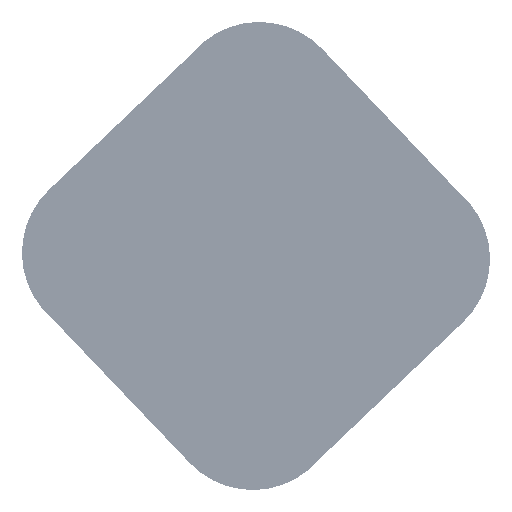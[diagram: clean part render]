
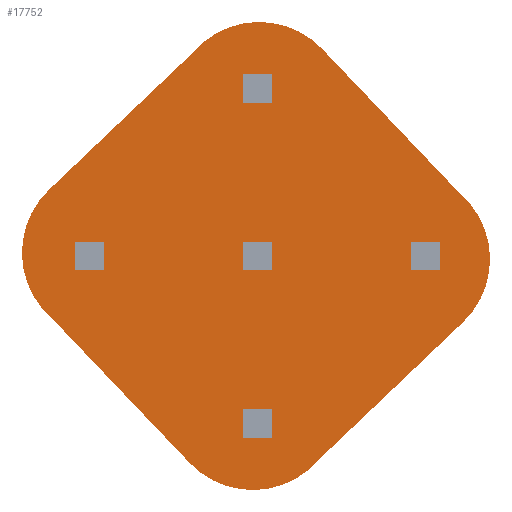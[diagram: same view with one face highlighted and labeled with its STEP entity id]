
A CAD part, front view. The second image highlights one B-rep face of the part: STEP entity #17752.
In plain terms, the highlighted face is planar.
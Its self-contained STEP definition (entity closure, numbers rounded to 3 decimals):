
#442 = EDGE_CURVE ( 'NONE', #5869, #23864, #25303, .T. ) ;
#785 = VERTEX_POINT ( 'NONE', #15911 ) ;
#1001 = DIRECTION ( 'NONE',  ( 0.724, 0.69, 0. ) ) ;
#1574 = DIRECTION ( 'NONE',  ( 0., 0., 1. ) ) ;
#1843 = LINE ( 'NONE', #29528, #20688 ) ;
#2114 = AXIS2_PLACEMENT_3D ( 'NONE', #2391, #19551, #4854 ) ;
#2339 = AXIS2_PLACEMENT_3D ( 'NONE', #19996, #5310, #22482 ) ;
#2391 = CARTESIAN_POINT ( 'NONE',  ( 55.712, 2536.35, 300. ) ) ;
#2664 = ORIENTED_EDGE ( 'NONE', *, *, #14927, .T. ) ;
#2805 = CARTESIAN_POINT ( 'NONE',  ( 3572.036, -1140.772, 300. ) ) ;
#2822 = EDGE_CURVE ( 'NONE', #5869, #30655, #4893, .T. ) ;
#2943 = CIRCLE ( 'NONE', #19593, 1500. ) ;
#3860 = EDGE_LOOP ( 'NONE', ( #7674, #19794, #8071, #25532, #7351, #2664, #22330, #20440 ) ) ;
#3888 = AXIS2_PLACEMENT_3D ( 'NONE', #5135, #22317, #7575 ) ;
#4155 = CARTESIAN_POINT ( 'NONE',  ( 2536.35, -55.712, 300. ) ) ;
#4854 = DIRECTION ( 'NONE',  ( 1., 0., 0. ) ) ;
#4893 = LINE ( 'NONE', #18877, #23718 ) ;
#4910 = CIRCLE ( 'NONE', #13442, 1500. ) ;
#5135 = CARTESIAN_POINT ( 'NONE',  ( -55.712, -2536.35, 300. ) ) ;
#5310 = DIRECTION ( 'NONE',  ( 0., 0., 1. ) ) ;
#5869 = VERTEX_POINT ( 'NONE', #26348 ) ;
#6589 = VECTOR ( 'NONE', #1001, 1000. ) ;
#6649 = DIRECTION ( 'NONE',  ( 1., 0., 0. ) ) ;
#7351 = ORIENTED_EDGE ( 'NONE', *, *, #29867, .F. ) ;
#7575 = DIRECTION ( 'NONE',  ( 1., 0., 0. ) ) ;
#7674 = ORIENTED_EDGE ( 'NONE', *, *, #13560, .F. ) ;
#8071 = ORIENTED_EDGE ( 'NONE', *, *, #2822, .F. ) ;
#8308 = VECTOR ( 'NONE', #13747, 1000. ) ;
#8977 = VERTEX_POINT ( 'NONE', #20032 ) ;
#9099 = CIRCLE ( 'NONE', #3888, 1500. ) ;
#10024 = EDGE_CURVE ( 'NONE', #785, #8977, #9099, .T. ) ;
#10263 = CARTESIAN_POINT ( 'NONE',  ( 3510.47, 1084.941, 300. ) ) ;
#10393 = VERTEX_POINT ( 'NONE', #12868 ) ;
#12383 = LINE ( 'NONE', #30437, #6589 ) ;
#12868 = CARTESIAN_POINT ( 'NONE',  ( -3510.47, -1084.941, 300. ) ) ;
#13442 = AXIS2_PLACEMENT_3D ( 'NONE', #16292, #1574, #18740 ) ;
#13560 = EDGE_CURVE ( 'NONE', #21096, #8977, #1843, .T. ) ;
#13747 = DIRECTION ( 'NONE',  ( -0.69, 0.724, 0. ) ) ;
#14927 = EDGE_CURVE ( 'NONE', #19252, #10393, #4910, .T. ) ;
#15911 = CARTESIAN_POINT ( 'NONE',  ( -1140.772, -3572.036, 300. ) ) ;
#16292 = CARTESIAN_POINT ( 'NONE',  ( -2536.35, 55.712, 300. ) ) ;
#16719 = EDGE_CURVE ( 'NONE', #21096, #30655, #2943, .T. ) ;
#17752 = ADVANCED_FACE ( 'NONE', ( #18626 ), #22388, .T. ) ;
#18226 = CARTESIAN_POINT ( 'NONE',  ( -1084.941, 3510.47, 300. ) ) ;
#18626 = FACE_OUTER_BOUND ( 'NONE', #3860, .T. ) ;
#18740 = DIRECTION ( 'NONE',  ( 1., 0., 0. ) ) ;
#18877 = CARTESIAN_POINT ( 'NONE',  ( 2381.876, 2269.446, 300. ) ) ;
#19252 = VERTEX_POINT ( 'NONE', #25572 ) ;
#19551 = DIRECTION ( 'NONE',  ( 0., 0., 1. ) ) ;
#19593 = AXIS2_PLACEMENT_3D ( 'NONE', #4155, #21346, #6649 ) ;
#19794 = ORIENTED_EDGE ( 'NONE', *, *, #16719, .T. ) ;
#19996 = CARTESIAN_POINT ( 'NONE',  ( 0., 0., 300. ) ) ;
#20032 = CARTESIAN_POINT ( 'NONE',  ( 1084.941, -3510.47, 300. ) ) ;
#20440 = ORIENTED_EDGE ( 'NONE', *, *, #10024, .T. ) ;
#20688 = VECTOR ( 'NONE', #27144, 1000. ) ;
#21096 = VERTEX_POINT ( 'NONE', #2805 ) ;
#21346 = DIRECTION ( 'NONE',  ( 0., 0., 1. ) ) ;
#21350 = LINE ( 'NONE', #30868, #8308 ) ;
#22317 = DIRECTION ( 'NONE',  ( 0., 0., 1. ) ) ;
#22330 = ORIENTED_EDGE ( 'NONE', *, *, #27251, .F. ) ;
#22388 = PLANE ( 'NONE',  #2339 ) ;
#22482 = DIRECTION ( 'NONE',  ( 1., 0., 0. ) ) ;
#23718 = VECTOR ( 'NONE', #26176, 1000. ) ;
#23864 = VERTEX_POINT ( 'NONE', #18226 ) ;
#25303 = CIRCLE ( 'NONE', #2114, 1500. ) ;
#25532 = ORIENTED_EDGE ( 'NONE', *, *, #442, .T. ) ;
#25572 = CARTESIAN_POINT ( 'NONE',  ( -3572.036, 1140.772, 300. ) ) ;
#26176 = DIRECTION ( 'NONE',  ( 0.69, -0.724, 0. ) ) ;
#26348 = CARTESIAN_POINT ( 'NONE',  ( 1140.772, 3572.036, 300. ) ) ;
#27144 = DIRECTION ( 'NONE',  ( -0.724, -0.69, 0. ) ) ;
#27251 = EDGE_CURVE ( 'NONE', #785, #10393, #21350, .T. ) ;
#29528 = CARTESIAN_POINT ( 'NONE',  ( 2269.446, -2381.876, 300. ) ) ;
#29867 = EDGE_CURVE ( 'NONE', #19252, #23864, #12383, .T. ) ;
#30437 = CARTESIAN_POINT ( 'NONE',  ( -2269.446, 2381.876, 300. ) ) ;
#30655 = VERTEX_POINT ( 'NONE', #10263 ) ;
#30868 = CARTESIAN_POINT ( 'NONE',  ( -2381.876, -2269.446, 300. ) ) ;
